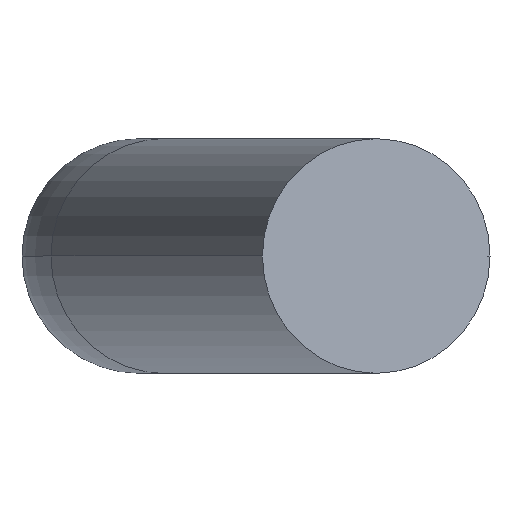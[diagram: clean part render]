
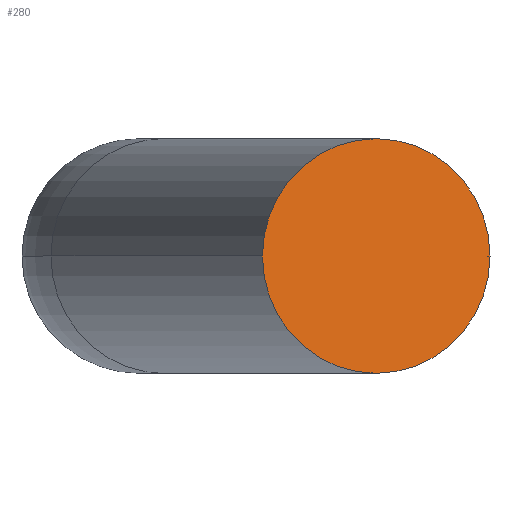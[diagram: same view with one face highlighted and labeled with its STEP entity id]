
A CAD part, front view. The second image highlights one B-rep face of the part: STEP entity #280.
In plain terms, the highlighted planar face has unit normal (0.243, -0.97, 0).
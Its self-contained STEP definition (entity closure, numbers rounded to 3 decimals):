
#1 = VERTEX_POINT ( 'NONE', #144 ) ;
#20 = VERTEX_POINT ( 'NONE', #287 ) ;
#21 = ORIENTED_EDGE ( 'NONE', *, *, #294, .T. ) ;
#37 = AXIS2_PLACEMENT_3D ( 'NONE', #70, #81, #82 ) ;
#39 = EDGE_LOOP ( 'NONE', ( #251, #21 ) ) ;
#70 = CARTESIAN_POINT ( 'NONE',  ( 114.033, 967.862, 0. ) ) ;
#76 = PLANE ( 'NONE',  #37 ) ;
#81 = DIRECTION ( 'NONE',  ( 0.243, -0.97, 0. ) ) ;
#82 = DIRECTION ( 'NONE',  ( 0.97, 0.243, 0. ) ) ;
#84 = AXIS2_PLACEMENT_3D ( 'NONE', #192, #194, #197 ) ;
#123 = CARTESIAN_POINT ( 'NONE',  ( 114.033, 967.862, 0. ) ) ;
#125 = DIRECTION ( 'NONE',  ( 0.243, -0.97, 0. ) ) ;
#126 = DIRECTION ( 'NONE',  ( 0.97, 0.243, 0. ) ) ;
#144 = CARTESIAN_POINT ( 'NONE',  ( 98.636, 963.997, 0. ) ) ;
#152 = FACE_OUTER_BOUND ( 'NONE', #39, .T. ) ;
#192 = CARTESIAN_POINT ( 'NONE',  ( 114.033, 967.862, 0. ) ) ;
#194 = DIRECTION ( 'NONE',  ( 0.243, -0.97, 0. ) ) ;
#197 = DIRECTION ( 'NONE',  ( 0.97, 0.243, 0. ) ) ;
#230 = CIRCLE ( 'NONE', #276, 15.875 ) ;
#241 = CIRCLE ( 'NONE', #84, 15.875 ) ;
#251 = ORIENTED_EDGE ( 'NONE', *, *, #288, .T. ) ;
#276 = AXIS2_PLACEMENT_3D ( 'NONE', #123, #125, #126 ) ;
#280 = ADVANCED_FACE ( 'NONE', ( #152 ), #76, .T. ) ;
#287 = CARTESIAN_POINT ( 'NONE',  ( 129.431, 971.727, 0. ) ) ;
#288 = EDGE_CURVE ( 'NONE', #20, #1, #230, .T. ) ;
#294 = EDGE_CURVE ( 'NONE', #1, #20, #241, .T. ) ;
